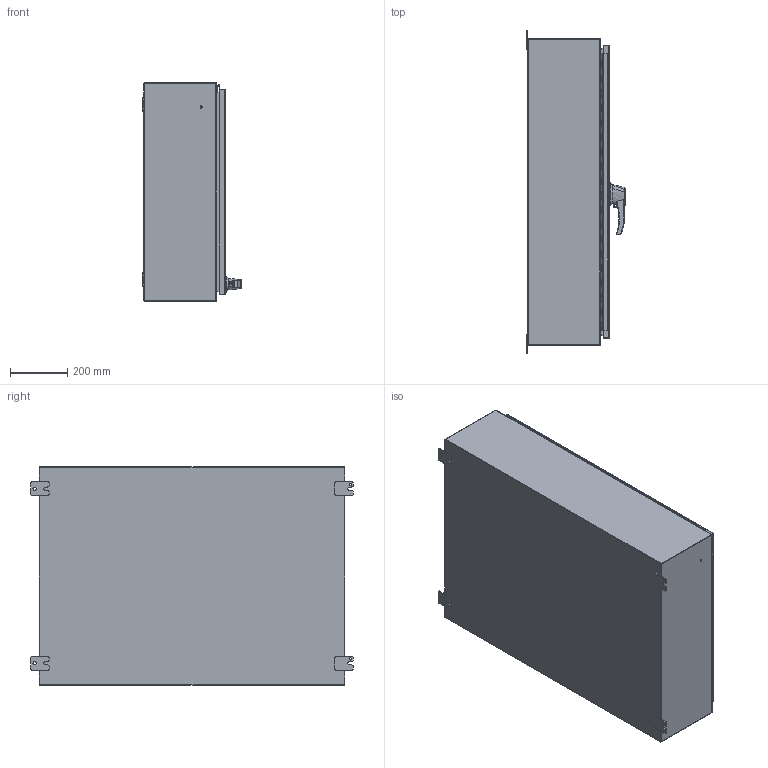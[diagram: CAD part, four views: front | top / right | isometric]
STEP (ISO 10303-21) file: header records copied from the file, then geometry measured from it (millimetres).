
FILE_DESCRIPTION (( 'STEP AP214' ), '1' );
FILE_NAME ('HW423010S16HK.STEP', '2019-08-07T20:41:53', ( '' ), ( '' ), 'SwSTEP 2.0', 'SolidWorks 2018', '' );
FILE_SCHEMA (( 'AUTOMOTIVE_DESIGN' ));
Length unit declared in the file: inch
Products named in the file (1): HW423010S16HK
Bounding box: 342.21 x 1123.95 x 762 mm (x, y, z)
Volume: 6220884.2 mm3; surface area: 6015651.6 mm2
Topology: 43 solids, 44 shells, 1590 faces, 4017 edges, 2554 vertices
Faces by surface type: plane 739, cylinder 687, bspline 123, cone 41
Entity records: 107933 total; most frequent: CARTESIAN_POINT 49263, ORIENTED_EDGE 8018, DIRECTION 7590, EDGE_CURVE 4009, AXIS2_PLACEMENT_3D 2670, VERTEX_POINT 2554, VECTOR 2250, LINE 2250
